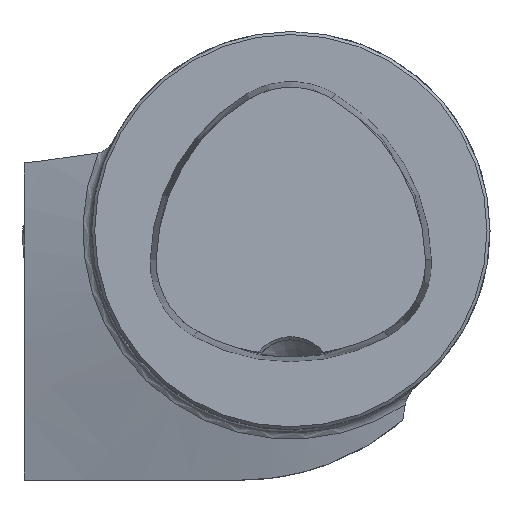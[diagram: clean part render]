
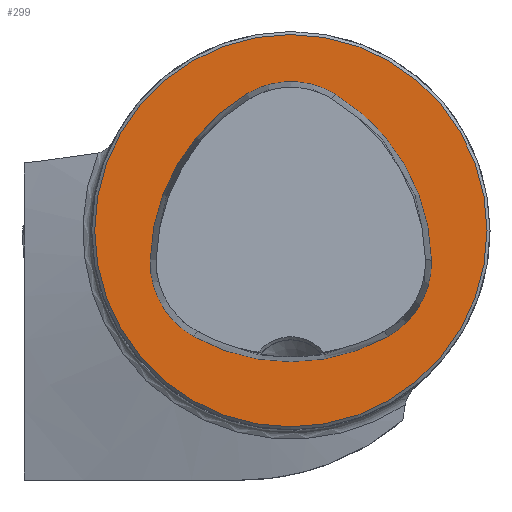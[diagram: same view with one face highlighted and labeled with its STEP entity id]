
A CAD part, top view. The second image highlights one B-rep face of the part: STEP entity #299.
In plain terms, the highlighted planar face has unit normal (0, 0, 1).
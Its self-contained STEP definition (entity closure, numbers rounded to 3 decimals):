
#127=FACE_BOUND('',#591,.T.);
#128=FACE_BOUND('',#592,.T.);
#237=CIRCLE('',#2388,20.063);
#239=CIRCLE('',#2391,20.063);
#240=CIRCLE('',#2392,8.563);
#241=CIRCLE('',#2393,20.063);
#242=CIRCLE('',#2394,8.563);
#243=CIRCLE('',#2395,8.563);
#244=CIRCLE('',#2396,19.7);
#299=ADVANCED_FACE('CU_E_LO_SU_1',(#127,#128),#408,.T.);
#408=PLANE('',#2397);
#591=EDGE_LOOP('',(#940,#941,#942,#943,#944,#945));
#592=EDGE_LOOP('',(#946));
#940=ORIENTED_EDGE('',*,*,#1747,.F.);
#941=ORIENTED_EDGE('',*,*,#1748,.F.);
#942=ORIENTED_EDGE('',*,*,#1749,.F.);
#943=ORIENTED_EDGE('',*,*,#1750,.F.);
#944=ORIENTED_EDGE('',*,*,#1744,.F.);
#945=ORIENTED_EDGE('',*,*,#1751,.F.);
#946=ORIENTED_EDGE('',*,*,#1752,.T.);
#1512=VERTEX_POINT('',#3818);
#1513=VERTEX_POINT('',#3820);
#1515=VERTEX_POINT('',#3826);
#1516=VERTEX_POINT('',#3827);
#1517=VERTEX_POINT('',#3829);
#1518=VERTEX_POINT('',#3831);
#1519=VERTEX_POINT('',#3835);
#1744=EDGE_CURVE('',#1512,#1513,#237,.T.);
#1747=EDGE_CURVE('',#1515,#1516,#239,.T.);
#1748=EDGE_CURVE('',#1517,#1515,#240,.T.);
#1749=EDGE_CURVE('',#1518,#1517,#241,.T.);
#1750=EDGE_CURVE('',#1513,#1518,#242,.T.);
#1751=EDGE_CURVE('',#1516,#1512,#243,.T.);
#1752=EDGE_CURVE('',#1519,#1519,#244,.T.);
#2388=AXIS2_PLACEMENT_3D('',#3819,#2735,#2736);
#2391=AXIS2_PLACEMENT_3D('',#3825,#2742,#2743);
#2392=AXIS2_PLACEMENT_3D('',#3828,#2744,#2745);
#2393=AXIS2_PLACEMENT_3D('',#3830,#2746,#2747);
#2394=AXIS2_PLACEMENT_3D('',#3832,#2748,#2749);
#2395=AXIS2_PLACEMENT_3D('',#3833,#2750,#2751);
#2396=AXIS2_PLACEMENT_3D('',#3834,#2752,#2753);
#2397=AXIS2_PLACEMENT_3D('',#3836,#2754,#2755);
#2735=DIRECTION('',(0.,0.,1.));
#2736=DIRECTION('',(1.,0.,0.));
#2742=DIRECTION('',(0.,0.,1.));
#2743=DIRECTION('',(1.,0.,0.));
#2744=DIRECTION('',(0.,0.,1.));
#2745=DIRECTION('',(1.,0.,0.));
#2746=DIRECTION('',(0.,0.,1.));
#2747=DIRECTION('',(1.,0.,0.));
#2748=DIRECTION('',(0.,0.,1.));
#2749=DIRECTION('',(1.,0.,0.));
#2750=DIRECTION('',(0.,0.,1.));
#2751=DIRECTION('',(1.,0.,0.));
#2752=DIRECTION('',(0.,0.,1.));
#2753=DIRECTION('',(1.,0.,0.));
#2754=DIRECTION('',(0.,0.,1.));
#2755=DIRECTION('',(1.,0.,0.));
#3818=CARTESIAN_POINT('',(-9.704,-10.66,0.));
#3819=CARTESIAN_POINT('',(0.,6.9,0.));
#3820=CARTESIAN_POINT('',(9.704,-10.66,0.));
#3825=CARTESIAN_POINT('',(5.934,-3.451,0.));
#3826=CARTESIAN_POINT('',(-4.418,13.735,0.));
#3827=CARTESIAN_POINT('',(-14.123,-2.953,0.));
#3828=CARTESIAN_POINT('',(0.,6.4,0.));
#3829=CARTESIAN_POINT('',(4.418,13.735,0.));
#3830=CARTESIAN_POINT('',(-5.934,-3.451,0.));
#3831=CARTESIAN_POINT('',(14.123,-2.953,0.));
#3832=CARTESIAN_POINT('',(5.562,-3.165,0.));
#3833=CARTESIAN_POINT('',(-5.562,-3.165,0.));
#3834=CARTESIAN_POINT('',(0.,0.,0.));
#3835=CARTESIAN_POINT('',(19.7,0.,0.));
#3836=CARTESIAN_POINT('',(0.,0.,0.));
